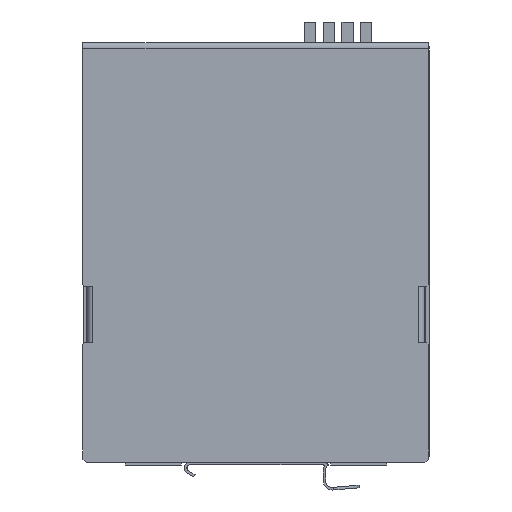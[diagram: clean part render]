
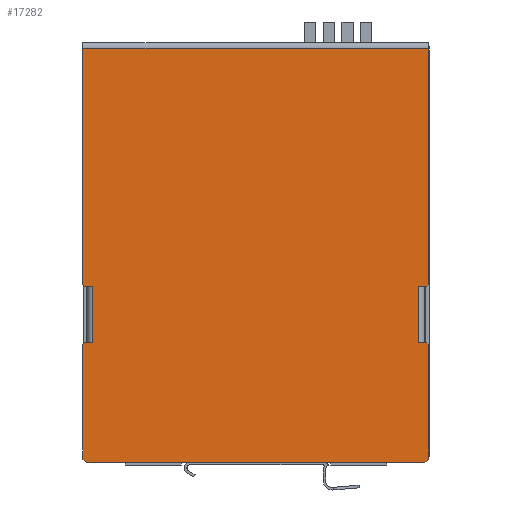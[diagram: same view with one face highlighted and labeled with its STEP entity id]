
A CAD part, front view. The second image highlights one B-rep face of the part: STEP entity #17282.
In plain terms, the highlighted planar face has unit normal (0, -1, 0).
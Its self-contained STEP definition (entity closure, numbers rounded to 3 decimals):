
#703=PLANE('',#18577);
#1395=FACE_OUTER_BOUND('',#2419,.T.);
#2419=EDGE_LOOP('',(#13698,#13699,#13700,#13701,#13702,#13703,#13704,#13705,
#13706,#13707,#13708,#13709,#13710,#13711,#13712,#13713,#13714,#13715));
#4009=LINE('',#26273,#6001);
#4013=LINE('',#26281,#6005);
#4015=LINE('',#26287,#6007);
#4016=LINE('',#26289,#6008);
#4017=LINE('',#26291,#6009);
#4018=LINE('',#26293,#6010);
#4019=LINE('',#26295,#6011);
#4020=LINE('',#26297,#6012);
#4021=LINE('',#26299,#6013);
#4022=LINE('',#26301,#6014);
#4023=LINE('',#26303,#6015);
#4024=LINE('',#26305,#6016);
#4025=LINE('',#26307,#6017);
#4026=LINE('',#26309,#6018);
#4027=LINE('',#26311,#6019);
#4028=LINE('',#26313,#6020);
#4029=LINE('',#26315,#6021);
#4030=LINE('',#26316,#6022);
#6001=VECTOR('',#21423,1.);
#6005=VECTOR('',#21429,1.);
#6007=VECTOR('',#21435,1.);
#6008=VECTOR('',#21436,1.);
#6009=VECTOR('',#21437,1.);
#6010=VECTOR('',#21438,1.);
#6011=VECTOR('',#21439,1.);
#6012=VECTOR('',#21440,1.);
#6013=VECTOR('',#21441,1.);
#6014=VECTOR('',#21442,1.);
#6015=VECTOR('',#21443,1.);
#6016=VECTOR('',#21444,1.);
#6017=VECTOR('',#21445,1.);
#6018=VECTOR('',#21446,1.);
#6019=VECTOR('',#21447,1.);
#6020=VECTOR('',#21448,1.);
#6021=VECTOR('',#21449,1.);
#6022=VECTOR('',#21450,1.);
#8098=VERTEX_POINT('',#26271);
#8099=VERTEX_POINT('',#26272);
#8102=VERTEX_POINT('',#26280);
#8104=VERTEX_POINT('',#26286);
#8105=VERTEX_POINT('',#26288);
#8106=VERTEX_POINT('',#26290);
#8107=VERTEX_POINT('',#26292);
#8108=VERTEX_POINT('',#26294);
#8109=VERTEX_POINT('',#26296);
#8110=VERTEX_POINT('',#26298);
#8111=VERTEX_POINT('',#26300);
#8112=VERTEX_POINT('',#26302);
#8113=VERTEX_POINT('',#26304);
#8114=VERTEX_POINT('',#26306);
#8115=VERTEX_POINT('',#26308);
#8116=VERTEX_POINT('',#26310);
#8117=VERTEX_POINT('',#26312);
#8118=VERTEX_POINT('',#26314);
#10111=EDGE_CURVE('',#8098,#8099,#4009,.T.);
#10115=EDGE_CURVE('',#8102,#8099,#4013,.T.);
#10118=EDGE_CURVE('',#8098,#8104,#4015,.T.);
#10119=EDGE_CURVE('',#8104,#8105,#4016,.T.);
#10120=EDGE_CURVE('',#8105,#8106,#4017,.T.);
#10121=EDGE_CURVE('',#8107,#8106,#4018,.T.);
#10122=EDGE_CURVE('',#8107,#8108,#4019,.T.);
#10123=EDGE_CURVE('',#8108,#8109,#4020,.T.);
#10124=EDGE_CURVE('',#8109,#8110,#4021,.T.);
#10125=EDGE_CURVE('',#8111,#8110,#4022,.T.);
#10126=EDGE_CURVE('',#8111,#8112,#4023,.T.);
#10127=EDGE_CURVE('',#8113,#8112,#4024,.T.);
#10128=EDGE_CURVE('',#8113,#8114,#4025,.T.);
#10129=EDGE_CURVE('',#8115,#8114,#4026,.T.);
#10130=EDGE_CURVE('',#8115,#8116,#4027,.T.);
#10131=EDGE_CURVE('',#8117,#8116,#4028,.T.);
#10132=EDGE_CURVE('',#8117,#8118,#4029,.T.);
#10133=EDGE_CURVE('',#8118,#8102,#4030,.T.);
#13698=ORIENTED_EDGE('',*,*,#10111,.F.);
#13699=ORIENTED_EDGE('',*,*,#10118,.T.);
#13700=ORIENTED_EDGE('',*,*,#10119,.T.);
#13701=ORIENTED_EDGE('',*,*,#10120,.T.);
#13702=ORIENTED_EDGE('',*,*,#10121,.F.);
#13703=ORIENTED_EDGE('',*,*,#10122,.T.);
#13704=ORIENTED_EDGE('',*,*,#10123,.T.);
#13705=ORIENTED_EDGE('',*,*,#10124,.T.);
#13706=ORIENTED_EDGE('',*,*,#10125,.F.);
#13707=ORIENTED_EDGE('',*,*,#10126,.T.);
#13708=ORIENTED_EDGE('',*,*,#10127,.F.);
#13709=ORIENTED_EDGE('',*,*,#10128,.T.);
#13710=ORIENTED_EDGE('',*,*,#10129,.F.);
#13711=ORIENTED_EDGE('',*,*,#10130,.T.);
#13712=ORIENTED_EDGE('',*,*,#10131,.F.);
#13713=ORIENTED_EDGE('',*,*,#10132,.T.);
#13714=ORIENTED_EDGE('',*,*,#10133,.T.);
#13715=ORIENTED_EDGE('',*,*,#10115,.T.);
#17282=ADVANCED_FACE('',(#1395),#703,.F.);
#18577=AXIS2_PLACEMENT_3D('',#26285,#21433,#21434);
#21423=DIRECTION('',(-0.707,0.,-0.707));
#21429=DIRECTION('',(1.,0.,0.));
#21433=DIRECTION('center_axis',(0.,1.,0.));
#21434=DIRECTION('ref_axis',(0.,0.,
-1.));
#21435=DIRECTION('',(0.,0.,1.));
#21436=DIRECTION('',(-1.,0.,0.));
#21437=DIRECTION('',(0.,0.,-1.));
#21438=DIRECTION('',(-0.707,0.,0.707));
#21439=DIRECTION('',(1.,0.,0.));
#21440=DIRECTION('',(0.,0.,-1.));
#21441=DIRECTION('',(-1.,0.,0.));
#21442=DIRECTION('',(0.707,0.,0.707));
#21443=DIRECTION('',(0.,0.,-1.));
#21444=DIRECTION('',(-0.707,0.,0.707));
#21445=DIRECTION('',(1.,0.,0.));
#21446=DIRECTION('',(-0.707,0.,-0.707));
#21447=DIRECTION('',(0.,0.,1.));
#21448=DIRECTION('',(0.707,0.,-0.707));
#21449=DIRECTION('',(-1.,0.,0.));
#21450=DIRECTION('',(0.,0.,1.));
#26271=CARTESIAN_POINT('',(92.4,-1.,47.5));
#26272=CARTESIAN_POINT('',(91.9,-1.,47.));
#26273=CARTESIAN_POINT('',(82.79,-1.,37.89));
#26280=CARTESIAN_POINT('',(89.7,-1.,47.));
#26281=CARTESIAN_POINT('',(68.3,-1.,47.));
#26285=CARTESIAN_POINT('Origin',(46.15,-1.,55.809));
#26286=CARTESIAN_POINT('',(92.4,-1.,110.7));
#26287=CARTESIAN_POINT('',(92.4,-1.,47.));
#26288=CARTESIAN_POINT('',(-0.1,-1.,110.7));
#26289=CARTESIAN_POINT('',(46.15,-1.,110.7));
#26290=CARTESIAN_POINT('',(-0.1,-1.,47.5));
#26291=CARTESIAN_POINT('',(-0.1,-1.,112.2));
#26292=CARTESIAN_POINT('',(0.4,-1.,47.));
#26293=CARTESIAN_POINT('',(9.51,-1.,37.89));
#26294=CARTESIAN_POINT('',(2.6,-1.,47.));
#26295=CARTESIAN_POINT('',(24.,-1.,47.));
#26296=CARTESIAN_POINT('',(2.6,-1.,32.));
#26297=CARTESIAN_POINT('',(2.6,-1.,47.654));
#26298=CARTESIAN_POINT('',(0.4,-1.,32.));
#26299=CARTESIAN_POINT('',(24.,-1.,32.));
#26300=CARTESIAN_POINT('',(-0.1,-1.,31.5));
#26301=CARTESIAN_POINT('',(17.665,-1.,49.265));
#26302=CARTESIAN_POINT('',(-0.1,-1.,0.8));
#26303=CARTESIAN_POINT('',(-0.1,-1.,32.));
#26304=CARTESIAN_POINT('',(0.9,-1.,-0.2));
#26305=CARTESIAN_POINT('',(-2.04,-1.,2.74));
#26306=CARTESIAN_POINT('',(91.4,-1.,-0.2));
#26307=CARTESIAN_POINT('',(-0.1,-1.,-0.2));
#26308=CARTESIAN_POINT('',(92.4,-1.,0.8));
#26309=CARTESIAN_POINT('',(94.34,-1.,2.74));
#26310=CARTESIAN_POINT('',(92.4,-1.,31.5));
#26311=CARTESIAN_POINT('',(92.4,-1.,-0.2));
#26312=CARTESIAN_POINT('',(91.9,-1.,32.));
#26313=CARTESIAN_POINT('',(74.635,-1.,49.265));
#26314=CARTESIAN_POINT('',(89.7,-1.,32.));
#26315=CARTESIAN_POINT('',(92.4,-1.,32.));
#26316=CARTESIAN_POINT('',(89.7,-1.,47.654));
